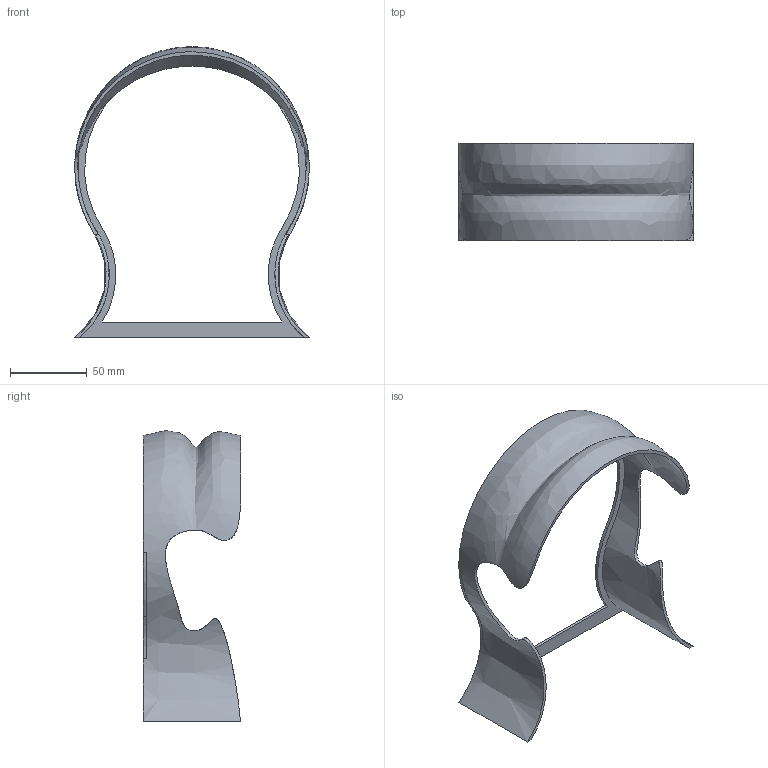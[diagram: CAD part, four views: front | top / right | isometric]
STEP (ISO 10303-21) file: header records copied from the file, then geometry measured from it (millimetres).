
FILE_DESCRIPTION( ( '' ), ' ' );
FILE_NAME( '5d1d44542671c21673321da6.step', '2019-07-04T00:12:05', ( '' ), ( '' ), ' ', ' ', ' ' );
FILE_SCHEMA( ( 'AUTOMOTIVE_DESIGN { 1 0 10303 214 1 1 1 1 }' ) );
Length unit declared in the file: metre
Products named in the file (1): Headphone Stand
Bounding box: 152.4 x 63.5 x 189.12 mm (x, y, z)
Volume: 62332.3 mm3; surface area: 58799.4 mm2
Topology: 1 solids, 1 shells, 18 faces, 50 edges, 34 vertices
Faces by surface type: cylinder 7, plane 7, extrusion 2, offset 1, bspline 1
Entity records: 6335 total; most frequent: CARTESIAN_POINT 5748, ORIENTED_EDGE 100, DIRECTION 66, EDGE_CURVE 50, VERTEX_POINT 35, B_SPLINE_CURVE_WITH_KNOTS 28, AXIS2_PLACEMENT_3D 25, EDGE_LOOP 20
